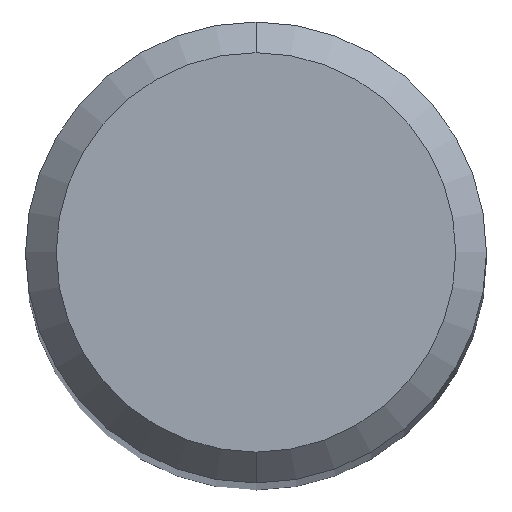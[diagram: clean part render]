
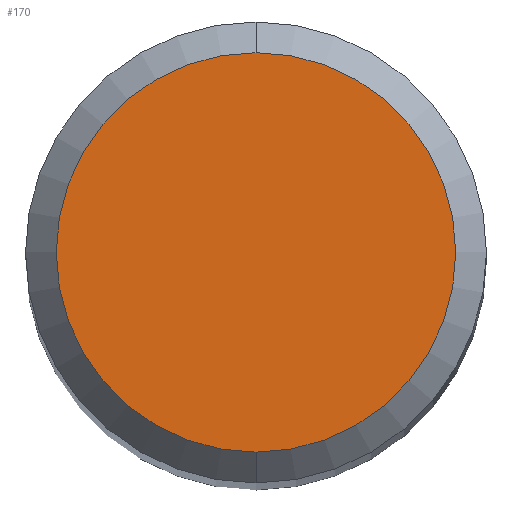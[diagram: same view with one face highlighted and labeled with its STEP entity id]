
A CAD part, top view. The second image highlights one B-rep face of the part: STEP entity #170.
In plain terms, the highlighted planar face has unit normal (0, 0, 1).
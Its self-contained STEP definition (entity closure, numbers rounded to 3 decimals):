
#102=VERTEX_POINT('',#256);
#142=VERTEX_POINT('',#304);
#144=EDGE_CURVE('',#102,#142,#306,.T.);
#164=EDGE_CURVE('',#142,#102,#327,.T.);
#170=ADVANCED_FACE('',(#333),#334,.T.);
#256=CARTESIAN_POINT('',(0.0,2.6,0.0));
#304=CARTESIAN_POINT('',(0.,-2.6,0.0));
#306=CIRCLE('',#481,2.6);
#327=CIRCLE('',#508,2.6);
#333=FACE_OUTER_BOUND('',#516,.T.);
#334=PLANE('',#517);
#481=AXIS2_PLACEMENT_3D('',#677,#678,#679);
#508=AXIS2_PLACEMENT_3D('',#693,#694,#695);
#516=EDGE_LOOP('',(#703,#704));
#517=AXIS2_PLACEMENT_3D('',#705,#706,#707);
#677=CARTESIAN_POINT('',(0.0,0.0,0.0));
#678=DIRECTION('',(0.0,0.0,-1.0));
#679=DIRECTION('',(0.0,1.0,0.0));
#693=CARTESIAN_POINT('',(0.0,0.0,0.0));
#694=DIRECTION('',(0.0,0.0,-1.0));
#695=DIRECTION('',(0.0,1.0,0.0));
#703=ORIENTED_EDGE('',*,*,#144,.F.);
#704=ORIENTED_EDGE('',*,*,#164,.F.);
#705=CARTESIAN_POINT('',(0.0,1.3,0.0));
#706=DIRECTION('',(-0.0,0.0,1.0));
#707=DIRECTION('',(0.0,-1.0,0.0));
